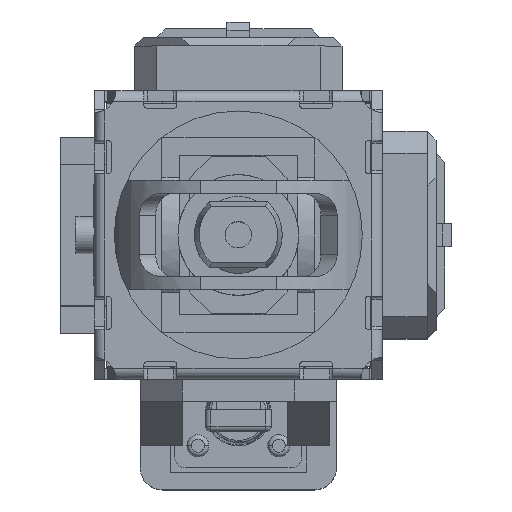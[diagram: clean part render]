
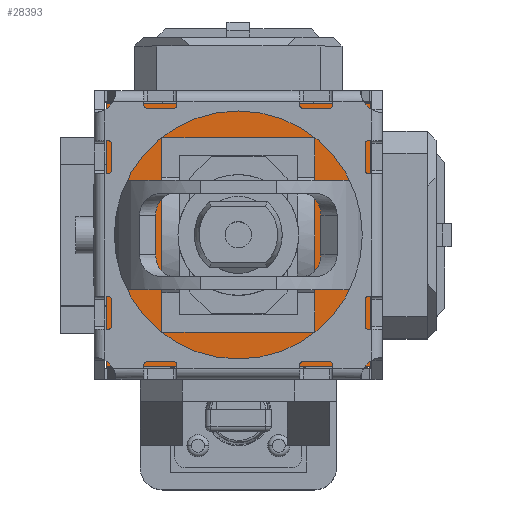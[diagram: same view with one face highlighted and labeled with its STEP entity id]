
A CAD part, top view. The second image highlights one B-rep face of the part: STEP entity #28393.
In plain terms, the highlighted planar face has unit normal (0, 0, 1).
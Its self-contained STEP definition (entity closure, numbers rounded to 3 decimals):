
#22949 = VERTEX_POINT('',#22950);
#22950 = CARTESIAN_POINT('',(4.8,6.8,
    9.2));
#22956 = EDGE_CURVE('',#22949,#22957,#22959,.T.);
#22957 = VERTEX_POINT('',#22958);
#22958 = CARTESIAN_POINT('',(-7.2,6.8,
    9.2));
#22959 = LINE('',#22960,#22961);
#22960 = CARTESIAN_POINT('',(4.8,6.8,
    9.2));
#22961 = VECTOR('',#22962,1.);
#22962 = DIRECTION('',(-1.,0.,0.));
#23221 = EDGE_CURVE('',#22957,#23222,#23224,.T.);
#23222 = VERTEX_POINT('',#23223);
#23223 = CARTESIAN_POINT('',(-7.2,-5.2,
    9.2));
#23224 = LINE('',#23225,#23226);
#23225 = CARTESIAN_POINT('',(-7.2,6.8,
    9.2));
#23226 = VECTOR('',#23227,1.);
#23227 = DIRECTION('',(0.,-1.,0.));
#24291 = VERTEX_POINT('',#24292);
#24292 = CARTESIAN_POINT('',(4.8,-5.2,
    9.2));
#24298 = EDGE_CURVE('',#24291,#22949,#24299,.T.);
#24299 = LINE('',#24300,#24301);
#24300 = CARTESIAN_POINT('',(4.8,-5.2,
    9.2));
#24301 = VECTOR('',#24302,1.);
#24302 = DIRECTION('',(0.,1.,0.));
#25847 = EDGE_CURVE('',#23222,#24291,#25848,.T.);
#25848 = LINE('',#25849,#25850);
#25849 = CARTESIAN_POINT('',(-7.2,-5.2,
    9.2));
#25850 = VECTOR('',#25851,1.);
#25851 = DIRECTION('',(1.,0.,0.));
#28393 = ADVANCED_FACE('',(#28394,#28400,#28434,#28468),#28502,.T.);
#28394 = FACE_BOUND('',#28395,.F.);
#28395 = EDGE_LOOP('',(#28396,#28397,#28398,#28399));
#28396 = ORIENTED_EDGE('',*,*,#22956,.F.);
#28397 = ORIENTED_EDGE('',*,*,#24298,.F.);
#28398 = ORIENTED_EDGE('',*,*,#25847,.F.);
#28399 = ORIENTED_EDGE('',*,*,#23221,.F.);
#28400 = FACE_BOUND('',#28401,.F.);
#28401 = EDGE_LOOP('',(#28402,#28412,#28420,#28428));
#28402 = ORIENTED_EDGE('',*,*,#28403,.F.);
#28403 = EDGE_CURVE('',#28404,#28406,#28408,.T.);
#28404 = VERTEX_POINT('',#28405);
#28405 = CARTESIAN_POINT('',(-7.014,3.3,
    9.2));
#28406 = VERTEX_POINT('',#28407);
#28407 = CARTESIAN_POINT('',(-5.949,3.3,
    9.2));
#28408 = LINE('',#28409,#28410);
#28409 = CARTESIAN_POINT('',(-7.014,3.3,
    9.2));
#28410 = VECTOR('',#28411,1.);
#28411 = DIRECTION('',(1.,0.,0.));
#28412 = ORIENTED_EDGE('',*,*,#28413,.T.);
#28413 = EDGE_CURVE('',#28404,#28414,#28416,.T.);
#28414 = VERTEX_POINT('',#28415);
#28415 = CARTESIAN_POINT('',(-7.014,-1.7,
    9.2));
#28416 = LINE('',#28417,#28418);
#28417 = CARTESIAN_POINT('',(-7.014,3.3,
    9.2));
#28418 = VECTOR('',#28419,1.);
#28419 = DIRECTION('',(0.,-1.,0.));
#28420 = ORIENTED_EDGE('',*,*,#28421,.T.);
#28421 = EDGE_CURVE('',#28414,#28422,#28424,.T.);
#28422 = VERTEX_POINT('',#28423);
#28423 = CARTESIAN_POINT('',(-5.949,-1.7,
    9.2));
#28424 = LINE('',#28425,#28426);
#28425 = CARTESIAN_POINT('',(-7.014,-1.7,
    9.2));
#28426 = VECTOR('',#28427,1.);
#28427 = DIRECTION('',(1.,0.,0.));
#28428 = ORIENTED_EDGE('',*,*,#28429,.F.);
#28429 = EDGE_CURVE('',#28406,#28422,#28430,.T.);
#28430 = LINE('',#28431,#28432);
#28431 = CARTESIAN_POINT('',(-5.949,3.3,
    9.2));
#28432 = VECTOR('',#28433,1.);
#28433 = DIRECTION('',(0.,-1.,0.));
#28434 = FACE_BOUND('',#28435,.F.);
#28435 = EDGE_LOOP('',(#28436,#28446,#28454,#28462));
#28436 = ORIENTED_EDGE('',*,*,#28437,.F.);
#28437 = EDGE_CURVE('',#28438,#28440,#28442,.T.);
#28438 = VERTEX_POINT('',#28439);
#28439 = CARTESIAN_POINT('',(3.549,3.3,
    9.2));
#28440 = VERTEX_POINT('',#28441);
#28441 = CARTESIAN_POINT('',(4.614,3.3,
    9.2));
#28442 = LINE('',#28443,#28444);
#28443 = CARTESIAN_POINT('',(3.549,3.3,
    9.2));
#28444 = VECTOR('',#28445,1.);
#28445 = DIRECTION('',(1.,0.,0.));
#28446 = ORIENTED_EDGE('',*,*,#28447,.T.);
#28447 = EDGE_CURVE('',#28438,#28448,#28450,.T.);
#28448 = VERTEX_POINT('',#28449);
#28449 = CARTESIAN_POINT('',(3.549,-1.7,
    9.2));
#28450 = LINE('',#28451,#28452);
#28451 = CARTESIAN_POINT('',(3.549,3.3,
    9.2));
#28452 = VECTOR('',#28453,1.);
#28453 = DIRECTION('',(0.,-1.,0.));
#28454 = ORIENTED_EDGE('',*,*,#28455,.T.);
#28455 = EDGE_CURVE('',#28448,#28456,#28458,.T.);
#28456 = VERTEX_POINT('',#28457);
#28457 = CARTESIAN_POINT('',(4.614,-1.7,
    9.2));
#28458 = LINE('',#28459,#28460);
#28459 = CARTESIAN_POINT('',(3.549,-1.7,
    9.2));
#28460 = VECTOR('',#28461,1.);
#28461 = DIRECTION('',(1.,0.,0.));
#28462 = ORIENTED_EDGE('',*,*,#28463,.F.);
#28463 = EDGE_CURVE('',#28440,#28456,#28464,.T.);
#28464 = LINE('',#28465,#28466);
#28465 = CARTESIAN_POINT('',(4.614,3.3,
    9.2));
#28466 = VECTOR('',#28467,1.);
#28467 = DIRECTION('',(0.,-1.,0.));
#28468 = FACE_BOUND('',#28469,.F.);
#28469 = EDGE_LOOP('',(#28470,#28480,#28488,#28496));
#28470 = ORIENTED_EDGE('',*,*,#28471,.T.);
#28471 = EDGE_CURVE('',#28472,#28474,#28476,.T.);
#28472 = VERTEX_POINT('',#28473);
#28473 = CARTESIAN_POINT('',(2.284,5.236,
    9.2));
#28474 = VERTEX_POINT('',#28475);
#28475 = CARTESIAN_POINT('',(-4.684,5.236,
    9.2));
#28476 = LINE('',#28477,#28478);
#28477 = CARTESIAN_POINT('',(2.284,5.236,
    9.2));
#28478 = VECTOR('',#28479,1.);
#28479 = DIRECTION('',(-1.,0.,0.));
#28480 = ORIENTED_EDGE('',*,*,#28481,.T.);
#28481 = EDGE_CURVE('',#28474,#28482,#28484,.T.);
#28482 = VERTEX_POINT('',#28483);
#28483 = CARTESIAN_POINT('',(-4.684,-3.636,
    9.2));
#28484 = LINE('',#28485,#28486);
#28485 = CARTESIAN_POINT('',(-4.684,5.236,
    9.2));
#28486 = VECTOR('',#28487,1.);
#28487 = DIRECTION('',(0.,-1.,0.));
#28488 = ORIENTED_EDGE('',*,*,#28489,.T.);
#28489 = EDGE_CURVE('',#28482,#28490,#28492,.T.);
#28490 = VERTEX_POINT('',#28491);
#28491 = CARTESIAN_POINT('',(2.284,-3.636,
    9.2));
#28492 = LINE('',#28493,#28494);
#28493 = CARTESIAN_POINT('',(-4.684,-3.636,
    9.2));
#28494 = VECTOR('',#28495,1.);
#28495 = DIRECTION('',(1.,0.,0.));
#28496 = ORIENTED_EDGE('',*,*,#28497,.T.);
#28497 = EDGE_CURVE('',#28490,#28472,#28498,.T.);
#28498 = LINE('',#28499,#28500);
#28499 = CARTESIAN_POINT('',(2.284,-3.636,
    9.2));
#28500 = VECTOR('',#28501,1.);
#28501 = DIRECTION('',(0.,1.,0.));
#28502 = PLANE('',#28503);
#28503 = AXIS2_PLACEMENT_3D('',#28504,#28505,#28506);
#28504 = CARTESIAN_POINT('',(-1.2,0.8,
    9.2));
#28505 = DIRECTION('',(0.,0.,1.));
#28506 = DIRECTION('',(1.,0.,-0.));
